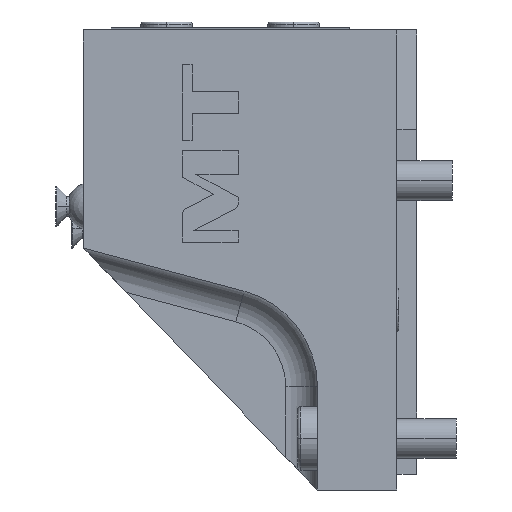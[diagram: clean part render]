
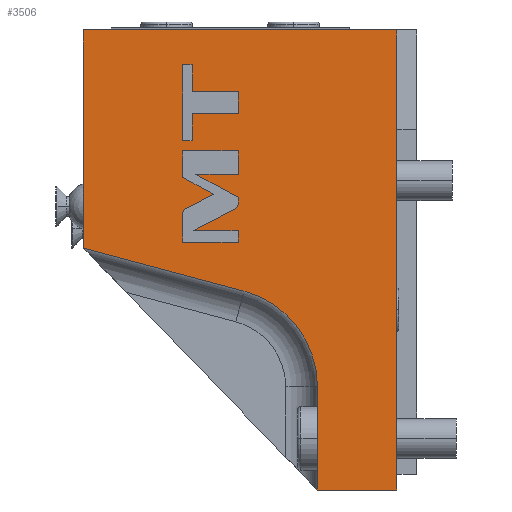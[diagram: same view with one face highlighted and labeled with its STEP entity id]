
A CAD part, front view. The second image highlights one B-rep face of the part: STEP entity #3506.
In plain terms, the highlighted planar face has unit normal (0, -1, 0).
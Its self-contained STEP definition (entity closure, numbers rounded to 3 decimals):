
#513=DIRECTION('',(-1.,0.,0.));
#514=VECTOR('',#513,79.);
#515=CARTESIAN_POINT('',(0.,-42.,70.5));
#516=LINE('',#515,#514);
#545=DIRECTION('',(0.966,0.,-0.259));
#546=VECTOR('',#545,41.898);
#547=CARTESIAN_POINT('',(-79.,-42.,15.5));
#548=LINE('',#547,#546);
#549=DIRECTION('',(0.,0.,1.));
#550=VECTOR('',#549,25.);
#551=CARTESIAN_POINT('',(0.,-42.,45.5));
#552=LINE('',#551,#550);
#553=DIRECTION('',(0.,0.,1.));
#554=VECTOR('',#553,91.);
#555=CARTESIAN_POINT('',(0.,-42.,-45.5));
#556=LINE('',#555,#554);
#557=DIRECTION('',(-1.,0.,0.));
#558=VECTOR('',#557,20.);
#559=CARTESIAN_POINT('',(0.,-42.,-45.5));
#560=LINE('',#559,#558);
#561=DIRECTION('',(0.,0.,1.));
#562=VECTOR('',#561,26.008);
#563=CARTESIAN_POINT('',(-20.,-42.,-45.5));
#564=LINE('',#563,#562);
#565=CARTESIAN_POINT('',(-45.,-42.,-19.492));
#566=DIRECTION('',(0.,1.,0.));
#567=DIRECTION('',(0.259,0.,0.966));
#568=AXIS2_PLACEMENT_3D('',#565,#566,#567);
#570=CARTESIAN_POINT('',(-53.089,-42.,25.535));
#571=CARTESIAN_POINT('',(-53.651,-42.,25.244));
#572=CARTESIAN_POINT('',(-54.,-42.,24.671));
#573=CARTESIAN_POINT('',(-54.,-42.,24.038));
#575=DIRECTION('',(0.,0.,-1.));
#576=VECTOR('',#575,7.038);
#577=CARTESIAN_POINT('',(-54.,-42.,24.038));
#578=LINE('',#577,#576);
#579=DIRECTION('',(1.,0.,0.));
#580=VECTOR('',#579,14.);
#581=CARTESIAN_POINT('',(-54.,-42.,17.));
#582=LINE('',#581,#580);
#583=DIRECTION('',(0.,0.,1.));
#584=VECTOR('',#583,2.912);
#585=CARTESIAN_POINT('',(-40.,-42.,17.));
#586=LINE('',#585,#584);
#587=DIRECTION('',(-1.,0.,0.));
#588=VECTOR('',#587,11.341);
#589=CARTESIAN_POINT('',(-40.,-42.,19.912));
#590=LINE('',#589,#588);
#591=DIRECTION('',(0.888,0.,0.459));
#592=VECTOR('',#591,11.742);
#593=CARTESIAN_POINT('',(-51.341,-42.,19.912));
#594=LINE('',#593,#592);
#595=CARTESIAN_POINT('',(-40.911,-42.,25.305));
#596=CARTESIAN_POINT('',(-40.349,-42.,25.596));
#597=CARTESIAN_POINT('',(-40.,-42.,26.171));
#598=CARTESIAN_POINT('',(-40.,-42.,26.804));
#600=DIRECTION('',(0.,0.,1.));
#601=VECTOR('',#600,1.46);
#602=CARTESIAN_POINT('',(-40.,-42.,26.804));
#603=LINE('',#602,#601);
#604=DIRECTION('',(-0.877,0.,0.481));
#605=VECTOR('',#604,12.147);
#606=CARTESIAN_POINT('',(-40.,-42.,28.264));
#607=LINE('',#606,#605);
#608=DIRECTION('',(1.,0.,0.));
#609=VECTOR('',#608,10.648);
#610=CARTESIAN_POINT('',(-50.648,-42.,34.109));
#611=LINE('',#610,#609);
#612=DIRECTION('',(0.,0.,1.));
#613=VECTOR('',#612,5.891);
#614=CARTESIAN_POINT('',(-40.,-42.,34.109));
#615=LINE('',#614,#613);
#616=DIRECTION('',(-1.,0.,0.));
#617=VECTOR('',#616,14.);
#618=CARTESIAN_POINT('',(-40.,-42.,40.001));
#619=LINE('',#618,#617);
#620=DIRECTION('',(0.,0.,-1.));
#621=VECTOR('',#620,6.642);
#622=CARTESIAN_POINT('',(-54.,-42.,40.001));
#623=LINE('',#622,#621);
#624=DIRECTION('',(0.877,0.,-0.481));
#625=VECTOR('',#624,8.877);
#626=CARTESIAN_POINT('',(-54.,-42.,33.359));
#627=LINE('',#626,#625);
#628=DIRECTION('',(-0.888,0.,-0.459));
#629=VECTOR('',#628,7.734);
#630=CARTESIAN_POINT('',(-46.218,-42.,29.087));
#631=LINE('',#630,#629);
#632=DIRECTION('',(1.,0.,0.));
#633=VECTOR('',#632,11.616);
#634=CARTESIAN_POINT('',(-51.616,-42.,49.416));
#635=LINE('',#634,#633);
#636=DIRECTION('',(0.,0.,1.));
#637=VECTOR('',#636,5.545);
#638=CARTESIAN_POINT('',(-40.,-42.,49.416));
#639=LINE('',#638,#637);
#640=DIRECTION('',(-1.,0.,0.));
#641=VECTOR('',#640,11.616);
#642=CARTESIAN_POINT('',(-40.,-42.,54.961));
#643=LINE('',#642,#641);
#644=DIRECTION('',(0.,0.,1.));
#645=VECTOR('',#644,6.787);
#646=CARTESIAN_POINT('',(-51.616,-42.,54.961));
#647=LINE('',#646,#645);
#648=DIRECTION('',(-1.,0.,0.));
#649=VECTOR('',#648,2.384);
#650=CARTESIAN_POINT('',(-51.616,-42.,61.748));
#651=LINE('',#650,#649);
#652=DIRECTION('',(0.,0.,-1.));
#653=VECTOR('',#652,19.12);
#654=CARTESIAN_POINT('',(-54.,-42.,61.748));
#655=LINE('',#654,#653);
#656=DIRECTION('',(1.,0.,0.));
#657=VECTOR('',#656,2.384);
#658=CARTESIAN_POINT('',(-54.,-42.,42.628));
#659=LINE('',#658,#657);
#660=DIRECTION('',(0.,0.,1.));
#661=VECTOR('',#660,6.787);
#662=CARTESIAN_POINT('',(-51.616,-42.,42.628));
#663=LINE('',#662,#661);
#1095=DIRECTION('',(0.,0.,1.));
#1096=VECTOR('',#1095,55.);
#1097=CARTESIAN_POINT('',(-79.,-42.,15.5));
#1098=LINE('',#1097,#1096);
#2106=CARTESIAN_POINT('',(0.,-42.,-45.5));
#2108=VERTEX_POINT('',#2106);
#2141=CARTESIAN_POINT('',(-79.,-42.,70.5));
#2142=VERTEX_POINT('',#2141);
#2155=CARTESIAN_POINT('',(0.,-42.,70.5));
#2156=VERTEX_POINT('',#2155);
#2159=CARTESIAN_POINT('',(0.,-42.,45.5));
#2160=VERTEX_POINT('',#2159);
#2165=CARTESIAN_POINT('',(-79.,-42.,15.5));
#2166=CARTESIAN_POINT('',(-38.53,-42.,4.656));
#2167=VERTEX_POINT('',#2165);
#2168=VERTEX_POINT('',#2166);
#2171=CARTESIAN_POINT('',(-20.,-42.,-45.5));
#2172=VERTEX_POINT('',#2171);
#2175=CARTESIAN_POINT('',(-20.,-42.,-19.492));
#2176=VERTEX_POINT('',#2175);
#2548=CARTESIAN_POINT('',(-53.089,-42.,25.535));
#2549=VERTEX_POINT('',#2548);
#2550=CARTESIAN_POINT('',(-54.,-42.,24.038));
#2551=VERTEX_POINT('',#2550);
#2552=CARTESIAN_POINT('',(-54.,-42.,17.));
#2553=VERTEX_POINT('',#2552);
#2554=CARTESIAN_POINT('',(-40.,-42.,17.));
#2555=VERTEX_POINT('',#2554);
#2556=CARTESIAN_POINT('',(-40.,-42.,19.912));
#2557=VERTEX_POINT('',#2556);
#2558=CARTESIAN_POINT('',(-51.341,-42.,19.912));
#2559=VERTEX_POINT('',#2558);
#2560=CARTESIAN_POINT('',(-40.911,-42.,25.305));
#2561=VERTEX_POINT('',#2560);
#2562=CARTESIAN_POINT('',(-40.,-42.,26.804));
#2563=VERTEX_POINT('',#2562);
#2564=CARTESIAN_POINT('',(-40.,-42.,28.264));
#2565=VERTEX_POINT('',#2564);
#2566=CARTESIAN_POINT('',(-50.648,-42.,34.109));
#2567=VERTEX_POINT('',#2566);
#2568=CARTESIAN_POINT('',(-40.,-42.,34.109));
#2569=VERTEX_POINT('',#2568);
#2570=CARTESIAN_POINT('',(-40.,-42.,40.001));
#2571=VERTEX_POINT('',#2570);
#2572=CARTESIAN_POINT('',(-54.,-42.,40.001));
#2573=VERTEX_POINT('',#2572);
#2574=CARTESIAN_POINT('',(-54.,-42.,33.359));
#2575=VERTEX_POINT('',#2574);
#2576=CARTESIAN_POINT('',(-46.218,-42.,29.087));
#2577=VERTEX_POINT('',#2576);
#2578=CARTESIAN_POINT('',(-51.616,-42.,49.416));
#2579=VERTEX_POINT('',#2578);
#2580=CARTESIAN_POINT('',(-40.,-42.,49.416));
#2581=VERTEX_POINT('',#2580);
#2582=CARTESIAN_POINT('',(-40.,-42.,54.961));
#2583=VERTEX_POINT('',#2582);
#2584=CARTESIAN_POINT('',(-51.616,-42.,54.961));
#2585=VERTEX_POINT('',#2584);
#2586=CARTESIAN_POINT('',(-51.616,-42.,61.748));
#2587=VERTEX_POINT('',#2586);
#2588=CARTESIAN_POINT('',(-54.,-42.,61.748));
#2589=VERTEX_POINT('',#2588);
#2590=CARTESIAN_POINT('',(-54.,-42.,42.628));
#2591=VERTEX_POINT('',#2590);
#2592=CARTESIAN_POINT('',(-51.616,-42.,42.628));
#2593=VERTEX_POINT('',#2592);
#3436=CARTESIAN_POINT('',(5.,-42.,-45.5));
#3437=DIRECTION('',(0.,-1.,0.));
#3438=DIRECTION('',(0.,0.,1.));
#3439=AXIS2_PLACEMENT_3D('',#3436,#3437,#3438);
#3440=PLANE('',#3439);
#3442=ORIENTED_EDGE('',*,*,#3441,.F.);
#3444=ORIENTED_EDGE('',*,*,#3443,.T.);
#3445=ORIENTED_EDGE('',*,*,#3349,.F.);
#3446=ORIENTED_EDGE('',*,*,#3365,.F.);
#3447=ORIENTED_EDGE('',*,*,#2767,.F.);
#3449=ORIENTED_EDGE('',*,*,#3448,.T.);
#3451=ORIENTED_EDGE('',*,*,#3450,.T.);
#3453=ORIENTED_EDGE('',*,*,#3452,.F.);
#3454=EDGE_LOOP('',(#3442,#3444,#3445,#3446,#3447,#3449,#3451,#3453));
#3455=FACE_OUTER_BOUND('',#3454,.F.);
#3457=ORIENTED_EDGE('',*,*,#3456,.T.);
#3459=ORIENTED_EDGE('',*,*,#3458,.T.);
#3461=ORIENTED_EDGE('',*,*,#3460,.T.);
#3463=ORIENTED_EDGE('',*,*,#3462,.T.);
#3465=ORIENTED_EDGE('',*,*,#3464,.T.);
#3467=ORIENTED_EDGE('',*,*,#3466,.T.);
#3469=ORIENTED_EDGE('',*,*,#3468,.T.);
#3471=ORIENTED_EDGE('',*,*,#3470,.T.);
#3473=ORIENTED_EDGE('',*,*,#3472,.T.);
#3475=ORIENTED_EDGE('',*,*,#3474,.T.);
#3477=ORIENTED_EDGE('',*,*,#3476,.T.);
#3479=ORIENTED_EDGE('',*,*,#3478,.T.);
#3481=ORIENTED_EDGE('',*,*,#3480,.T.);
#3483=ORIENTED_EDGE('',*,*,#3482,.T.);
#3485=ORIENTED_EDGE('',*,*,#3484,.T.);
#3486=EDGE_LOOP('',(#3457,#3459,#3461,#3463,#3465,#3467,#3469,#3471,#3473,#3475,
#3477,#3479,#3481,#3483,#3485));
#3487=FACE_BOUND('',#3486,.F.);
#3489=ORIENTED_EDGE('',*,*,#3488,.T.);
#3491=ORIENTED_EDGE('',*,*,#3490,.T.);
#3493=ORIENTED_EDGE('',*,*,#3492,.T.);
#3495=ORIENTED_EDGE('',*,*,#3494,.T.);
#3497=ORIENTED_EDGE('',*,*,#3496,.T.);
#3499=ORIENTED_EDGE('',*,*,#3498,.T.);
#3501=ORIENTED_EDGE('',*,*,#3500,.T.);
#3503=ORIENTED_EDGE('',*,*,#3502,.T.);
#3504=EDGE_LOOP('',(#3489,#3491,#3493,#3495,#3497,#3499,#3501,#3503));
#3505=FACE_BOUND('',#3504,.F.);
#3506=ADVANCED_FACE('',(#3455,#3487,#3505),#3440,.T.);
#569=CIRCLE('',#568,25.);
#574=B_SPLINE_CURVE_WITH_KNOTS('',3,(#570,#571,#572,#573),.UNSPECIFIED.,.F.,.F.,
(4,4),(0.,1.),.UNSPECIFIED.);
#599=B_SPLINE_CURVE_WITH_KNOTS('',3,(#595,#596,#597,#598),.UNSPECIFIED.,.F.,.F.,
(4,4),(0.,1.),.UNSPECIFIED.);
#2767=EDGE_CURVE('',#2108,#2160,#556,.T.);
#3349=EDGE_CURVE('',#2156,#2142,#516,.T.);
#3365=EDGE_CURVE('',#2160,#2156,#552,.T.);
#3441=EDGE_CURVE('',#2167,#2168,#548,.T.);
#3443=EDGE_CURVE('',#2167,#2142,#1098,.T.);
#3448=EDGE_CURVE('',#2108,#2172,#560,.T.);
#3450=EDGE_CURVE('',#2172,#2176,#564,.T.);
#3452=EDGE_CURVE('',#2168,#2176,#569,.T.);
#3456=EDGE_CURVE('',#2549,#2551,#574,.T.);
#3458=EDGE_CURVE('',#2551,#2553,#578,.T.);
#3460=EDGE_CURVE('',#2553,#2555,#582,.T.);
#3462=EDGE_CURVE('',#2555,#2557,#586,.T.);
#3464=EDGE_CURVE('',#2557,#2559,#590,.T.);
#3466=EDGE_CURVE('',#2559,#2561,#594,.T.);
#3468=EDGE_CURVE('',#2561,#2563,#599,.T.);
#3470=EDGE_CURVE('',#2563,#2565,#603,.T.);
#3472=EDGE_CURVE('',#2565,#2567,#607,.T.);
#3474=EDGE_CURVE('',#2567,#2569,#611,.T.);
#3476=EDGE_CURVE('',#2569,#2571,#615,.T.);
#3478=EDGE_CURVE('',#2571,#2573,#619,.T.);
#3480=EDGE_CURVE('',#2573,#2575,#623,.T.);
#3482=EDGE_CURVE('',#2575,#2577,#627,.T.);
#3484=EDGE_CURVE('',#2577,#2549,#631,.T.);
#3488=EDGE_CURVE('',#2579,#2581,#635,.T.);
#3490=EDGE_CURVE('',#2581,#2583,#639,.T.);
#3492=EDGE_CURVE('',#2583,#2585,#643,.T.);
#3494=EDGE_CURVE('',#2585,#2587,#647,.T.);
#3496=EDGE_CURVE('',#2587,#2589,#651,.T.);
#3498=EDGE_CURVE('',#2589,#2591,#655,.T.);
#3500=EDGE_CURVE('',#2591,#2593,#659,.T.);
#3502=EDGE_CURVE('',#2593,#2579,#663,.T.);
